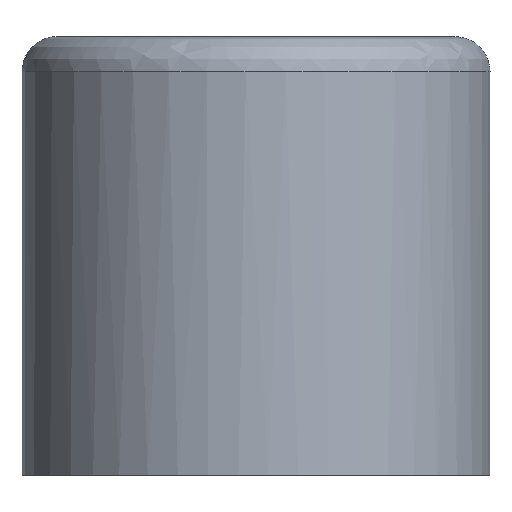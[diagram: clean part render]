
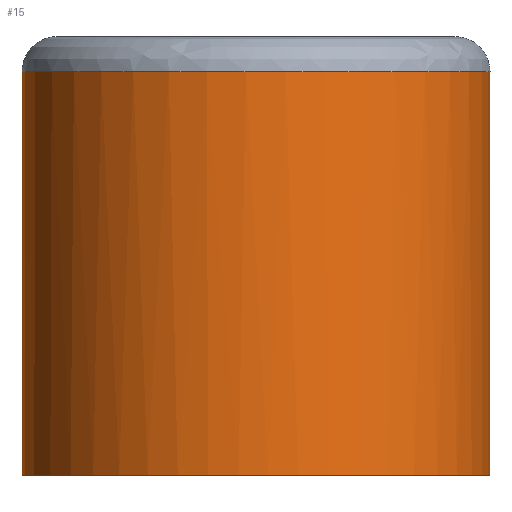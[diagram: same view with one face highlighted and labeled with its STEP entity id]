
A CAD part, front view. The second image highlights one B-rep face of the part: STEP entity #15.
In plain terms, the highlighted free-form (B-spline) face has degree [1, 2] with [2, 5] control points.
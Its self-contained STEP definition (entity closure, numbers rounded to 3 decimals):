
#15=ADVANCED_FACE($,(#31),#184,.T.);
#31=FACE_OUTER_BOUND($,#46,.T.);
#46=EDGE_LOOP($,(#64,#65,#66,#67,#68));
#64=ORIENTED_EDGE($,*,*,#154,.T.);
#65=ORIENTED_EDGE($,*,*,#158,.F.);
#66=ORIENTED_EDGE($,*,*,#132,.F.);
#67=ORIENTED_EDGE($,*,*,#129,.F.);
#68=ORIENTED_EDGE($,*,*,#128,.T.);
#128=EDGE_CURVE($,#162,#179,#219,.T.);
#129=EDGE_CURVE($,#162,#166,#198,.T.);
#132=EDGE_CURVE($,#166,#181,#221,.T.);
#154=EDGE_CURVE($,#179,#180,#216,.T.);
#158=EDGE_CURVE($,#181,#180,#230,.T.);
#162=VERTEX_POINT($,#720);
#166=VERTEX_POINT($,#724);
#179=VERTEX_POINT($,#737);
#180=VERTEX_POINT($,#738);
#181=VERTEX_POINT($,#739);
#184=(
BOUNDED_SURFACE()
B_SPLINE_SURFACE(1,2,((#559,#560,#561,#562,#563),(#564,#565,#566,#567,#568)),
.UNSPECIFIED.,.F.,.F.,.F.)
B_SPLINE_SURFACE_WITH_KNOTS((2,2),(3,2,3),(0.,6.9),(-12.566,-6.283,
0.),.UNSPECIFIED.)
GEOMETRIC_REPRESENTATION_ITEM()
RATIONAL_B_SPLINE_SURFACE(((1.,0.707,1.,0.707,1.),
(1.,0.707,1.,0.707,1.)))
REPRESENTATION_ITEM($)
SURFACE()
);
#198=B_SPLINE_CURVE_WITH_KNOTS($,1,(#347,#348),.UNSPECIFIED.,.F.,.F.,(2,
2),(0.,6.9),.UNSPECIFIED.);
#216=B_SPLINE_CURVE_WITH_KNOTS($,1,(#490,#491),.UNSPECIFIED.,.F.,.F.,(2,
2),(0.,6.9),.UNSPECIFIED.);
#219=(
BOUNDED_CURVE()
B_SPLINE_CURVE(2,(#342,#343,#344,#345,#346),.UNSPECIFIED.,.F.,.F.)
B_SPLINE_CURVE_WITH_KNOTS((3,2,3),(0.,6.283,12.566),
.UNSPECIFIED.)
CURVE()
GEOMETRIC_REPRESENTATION_ITEM()
RATIONAL_B_SPLINE_CURVE((1.,0.707,1.,0.707,1.))
REPRESENTATION_ITEM($)
);
#221=(
BOUNDED_CURVE()
B_SPLINE_CURVE(3,(#358,#359,#360,#361,#362,#363,#364,#365,#366,#367,#368,
#369,#370,#371,#372,#373,#374,#375,#376),.UNSPECIFIED.,.F.,.F.)
B_SPLINE_CURVE_WITH_KNOTS((4,1,1,1,1,1,1,1,1,1,1,1,1,1,1,1,4),(0.,
0.602,1.261,1.947,2.626,3.307,
3.996,4.658,5.341,5.943,6.601,
7.288,7.967,8.647,9.336,9.999,
10.681),.UNSPECIFIED.)
CURVE()
GEOMETRIC_REPRESENTATION_ITEM()
RATIONAL_B_SPLINE_CURVE((1.,1.,1.,1.,1.,1.,1.,1.,1.,1.,1.,1.,1.,1.,1.,1.,
1.,1.,1.))
REPRESENTATION_ITEM($)
);
#230=(
BOUNDED_CURVE()
B_SPLINE_CURVE(3,(#519,#520,#521,#522),.UNSPECIFIED.,.F.,.F.)
B_SPLINE_CURVE_WITH_KNOTS((4,4),(10.681,10.681),.UNSPECIFIED.)
CURVE()
GEOMETRIC_REPRESENTATION_ITEM()
RATIONAL_B_SPLINE_CURVE((1.,1.,1.,1.))
REPRESENTATION_ITEM($)
);
#342=CARTESIAN_POINT($,(-4.,0.,7.5));
#343=CARTESIAN_POINT($,(-4.,-4.,7.5));
#344=CARTESIAN_POINT($,(0.,-4.,7.5));
#345=CARTESIAN_POINT($,(4.,-4.,7.5));
#346=CARTESIAN_POINT($,(4.,0.,7.5));
#347=CARTESIAN_POINT($,(-4.,0.,7.5));
#348=CARTESIAN_POINT($,(-4.,0.,14.4));
#358=CARTESIAN_POINT($,(-4.,0.,14.4));
#359=CARTESIAN_POINT($,(-4.,-0.236,14.4));
#360=CARTESIAN_POINT($,(-3.956,-0.73,14.4));
#361=CARTESIAN_POINT($,(-3.749,-1.469,14.4));
#362=CARTESIAN_POINT($,(-3.386,-2.18,14.4));
#363=CARTESIAN_POINT($,(-2.884,-2.81,14.4));
#364=CARTESIAN_POINT($,(-2.265,-3.33,14.4));
#365=CARTESIAN_POINT($,(-1.561,-3.711,14.4));
#366=CARTESIAN_POINT($,(-0.795,-3.947,14.4));
#367=CARTESIAN_POINT($,(-0.032,-4.024,14.4));
#368=CARTESIAN_POINT($,(0.73,-3.956,14.4));
#369=CARTESIAN_POINT($,(1.469,-3.749,14.4));
#370=CARTESIAN_POINT($,(2.18,-3.386,14.4));
#371=CARTESIAN_POINT($,(2.81,-2.884,14.4));
#372=CARTESIAN_POINT($,(3.33,-2.265,14.4));
#373=CARTESIAN_POINT($,(3.711,-1.561,14.4));
#374=CARTESIAN_POINT($,(3.947,-0.795,14.4));
#375=CARTESIAN_POINT($,(4.,-0.268,14.4));
#376=CARTESIAN_POINT($,(4.,0.,14.4));
#490=CARTESIAN_POINT($,(4.,0.,7.5));
#491=CARTESIAN_POINT($,(4.,0.,14.4));
#519=CARTESIAN_POINT($,(4.,0.,14.4));
#520=CARTESIAN_POINT($,(4.,0.,14.4));
#521=CARTESIAN_POINT($,(4.,0.,14.4));
#522=CARTESIAN_POINT($,(4.,0.,14.4));
#559=CARTESIAN_POINT($,(4.,0.,7.5));
#560=CARTESIAN_POINT($,(4.,-4.,7.5));
#561=CARTESIAN_POINT($,(0.,-4.,7.5));
#562=CARTESIAN_POINT($,(-4.,-4.,7.5));
#563=CARTESIAN_POINT($,(-4.,0.,7.5));
#564=CARTESIAN_POINT($,(4.,0.,14.4));
#565=CARTESIAN_POINT($,(4.,-4.,14.4));
#566=CARTESIAN_POINT($,(0.,-4.,14.4));
#567=CARTESIAN_POINT($,(-4.,-4.,14.4));
#568=CARTESIAN_POINT($,(-4.,0.,14.4));
#720=CARTESIAN_POINT($,(-4.,0.,7.5));
#724=CARTESIAN_POINT($,(-4.,0.,14.4));
#737=CARTESIAN_POINT($,(4.,0.,7.5));
#738=CARTESIAN_POINT($,(4.,0.,14.4));
#739=CARTESIAN_POINT($,(4.,0.,14.4));
